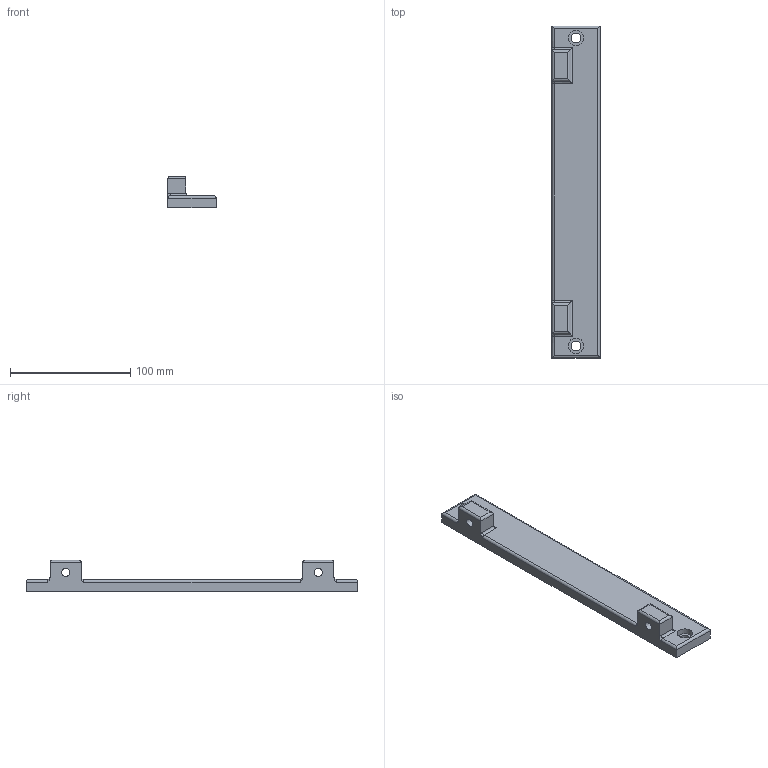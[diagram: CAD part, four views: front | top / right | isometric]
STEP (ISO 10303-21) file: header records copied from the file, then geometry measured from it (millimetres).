
FILE_DESCRIPTION(/* description */ (''),/* implementation_level */ '2;1');
FILE_NAME(/* name */ '4040_BackBracket.step',/* time_stamp */ '2026-02-01T10:34:48-06:00',/* author */ (''),/* organization */ (''),/* preprocessor_version */ 'ST-DEVELOPER v20.1',/* originating_system */ 'Autodesk Translation Framework v14.24.0.0',/* authorisation */ '');
FILE_SCHEMA (('AUTOMOTIVE_DESIGN { 1 0 10303 214 3 1 1 }'));
Length unit declared in the file: millimetre
Products named in the file (2): 4040_BackBracket; Component1
Assembly tree (1 placements, depth 2):
  4040_BackBracket
    Component1
Bounding box: 40 x 276.5 x 26 mm (x, y, z)
Volume: 119605.6 mm3; surface area: 31288.9 mm2
Topology: 1 solids, 1 shells, 46 faces, 106 edges, 64 vertices
Faces by surface type: cylinder 26, plane 16, torus 4
Full cylindrical faces by diameter (mm): 6.779 x2, 8.25 x2, 13 x2
Entity records: 1387 total; most frequent: CARTESIAN_POINT 255, DIRECTION 240, ORIENTED_EDGE 212, EDGE_CURVE 106, AXIS2_PLACEMENT_3D 89, VERTEX_POINT 64, LINE 62, VECTOR 62
